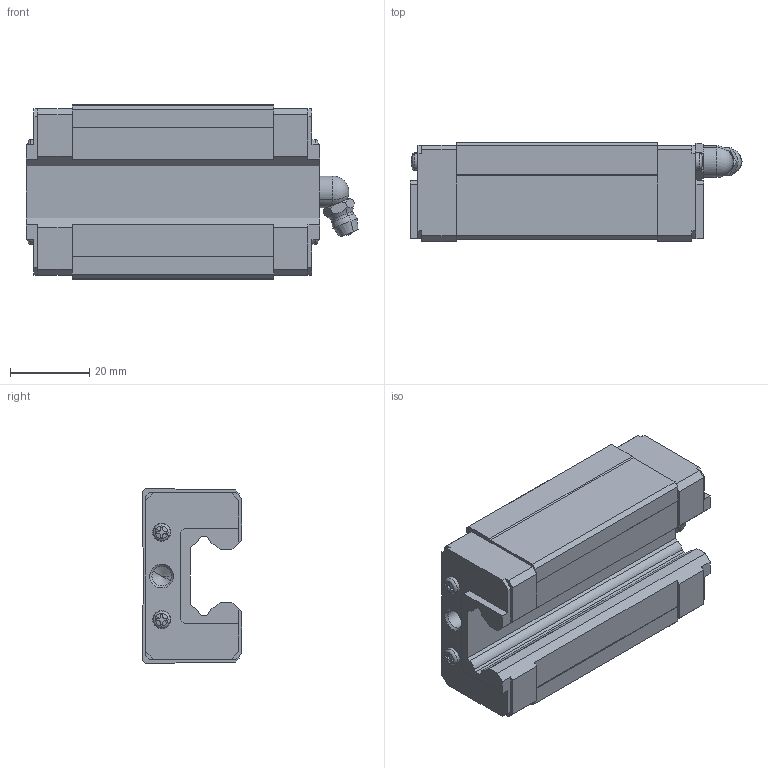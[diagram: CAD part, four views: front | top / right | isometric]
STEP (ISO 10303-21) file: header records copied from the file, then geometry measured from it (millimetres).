
FILE_DESCRIPTION(('CATIA V5 STEP Exchange'),'2;1');
FILE_NAME('HSV20RSS_BLOCK_B-M6F.stp','2015-11-25T04:33:52+00:00',('none'),('none'),'Version 5-6 Release 2012','CATIA V5 STEP AP203','none');
FILE_SCHEMA(('CONFIG_CONTROL_DESIGN'));
Length unit declared in the file: millimetre
Products named in the file (1): HSV20RSS_BLOCK_B-M6F
Assembly tree (6 placements, depth 2):
  HSV20RSS_BLOCK_B-M6F
    #57
    #3918  x4
    #4743
Bounding box: 83.6 x 25 x 44 mm (x, y, z)
Volume: 59877.6 mm3; surface area: 14950.5 mm2
Topology: 6 solids, 6 shells, 278 faces, 735 edges, 513 vertices
Faces by surface type: plane 172, cone 44, cylinder 36, sphere 14, torus 12
Entity records: 6162 total; most frequent: CARTESIAN_POINT 1399, ORIENTED_EDGE 1066, DIRECTION 775, EDGE_CURVE 533, VECTOR 382, LINE 382, VERTEX_POINT 342, AXIS2_PLACEMENT_3D 248
